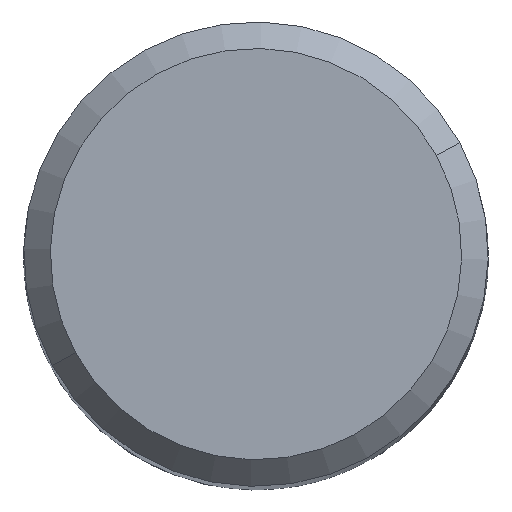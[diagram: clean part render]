
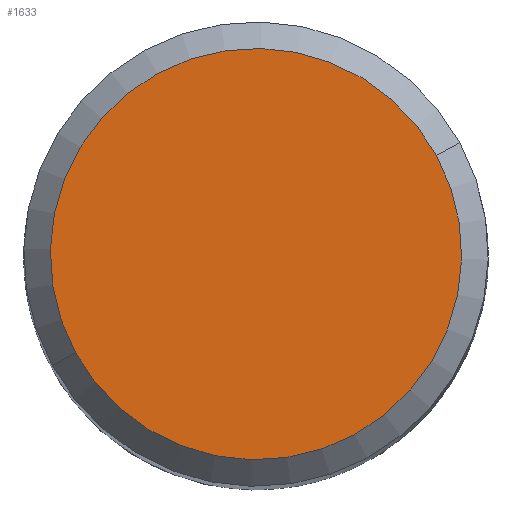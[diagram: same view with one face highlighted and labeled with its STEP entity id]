
A CAD part, top view. The second image highlights one B-rep face of the part: STEP entity #1633.
In plain terms, the highlighted planar face has unit normal (0, 0, 1).
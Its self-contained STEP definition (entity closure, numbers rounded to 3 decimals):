
#1595 = EDGE_CURVE('',#1596,#1598,#1600,.T.);
#1596 = VERTEX_POINT('',#1597);
#1597 = CARTESIAN_POINT('',(-5.441,-2.972,83.));
#1598 = VERTEX_POINT('',#1599);
#1599 = CARTESIAN_POINT('',(5.441,2.972,83.));
#1600 = CIRCLE('',#1601,6.2);
#1601 = AXIS2_PLACEMENT_3D('',#1602,#1603,#1604);
#1602 = CARTESIAN_POINT('',(0.,0.,83.));
#1603 = DIRECTION('',(0.,0.,-1.));
#1604 = DIRECTION('',(-1.,0.,-0.));
#1633 = ADVANCED_FACE('',(#1634),#1644,.T.);
#1634 = FACE_BOUND('',#1635,.T.);
#1635 = EDGE_LOOP('',(#1636,#1637));
#1636 = ORIENTED_EDGE('',*,*,#1595,.F.);
#1637 = ORIENTED_EDGE('',*,*,#1638,.T.);
#1638 = EDGE_CURVE('',#1596,#1598,#1639,.T.);
#1639 = CIRCLE('',#1640,6.2);
#1640 = AXIS2_PLACEMENT_3D('',#1641,#1642,#1643);
#1641 = CARTESIAN_POINT('',(0.,0.,83.));
#1642 = DIRECTION('',(0.,0.,1.));
#1643 = DIRECTION('',(1.,0.,-0.));
#1644 = PLANE('',#1645);
#1645 = AXIS2_PLACEMENT_3D('',#1646,#1647,#1648);
#1646 = CARTESIAN_POINT('',(6.2,0.,83.));
#1647 = DIRECTION('',(0.,0.,1.));
#1648 = DIRECTION('',(1.,0.,-0.));
